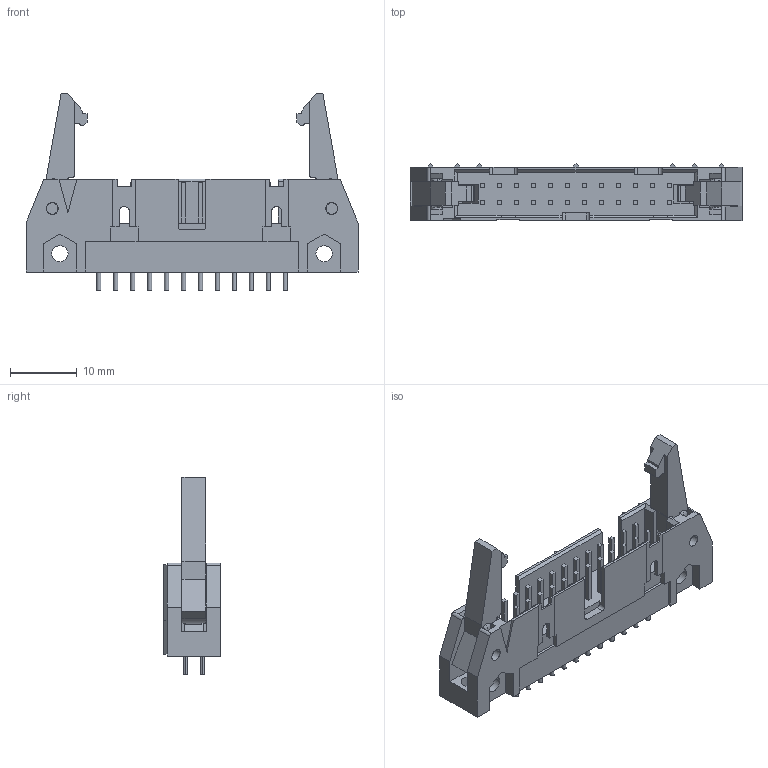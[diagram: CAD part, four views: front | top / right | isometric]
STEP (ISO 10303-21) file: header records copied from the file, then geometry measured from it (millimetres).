
FILE_DESCRIPTION(('STEP AP242'),'1');
FILE_NAME('5499922-5.stp','2021-02-12T07:48:11',('TraceParts'),('TraceParts S.A.'),'Spatial InterOp 3D',' ',' ');
FILE_SCHEMA(('AP242_MANAGED_MODEL_BASED_3D_ENGINEERING_MIM_LF {1 0 10303 442 1 1 4}'));
Length unit declared in the file: millimetre
Products named in the file (1): 5499922-5
Bounding box: 49.78 x 8.53 x 29.59 mm (x, y, z)
Volume: 3642.6 mm3; surface area: 4448.8 mm2
Topology: 1 solids, 1 shells, 474 faces, 1261 edges, 828 vertices
Faces by surface type: plane 364, cylinder 102, sphere 8
Entity records: 14608 total; most frequent: CARTESIAN_POINT 2550, ORIENTED_EDGE 2498, DIRECTION 2443, EDGE_CURVE 1249, LINE 1005, VECTOR 1005, VERTEX_POINT 826, AXIS2_PLACEMENT_3D 719
